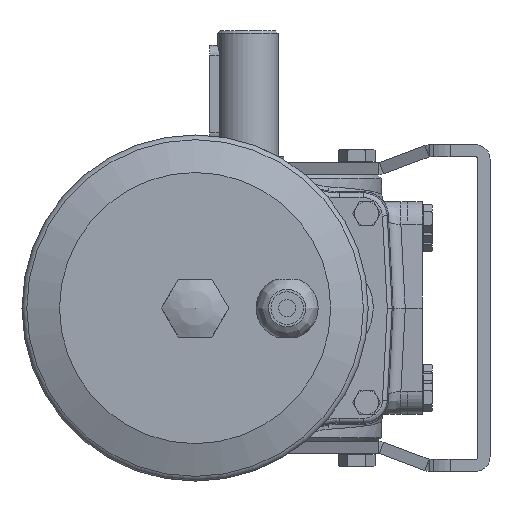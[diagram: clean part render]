
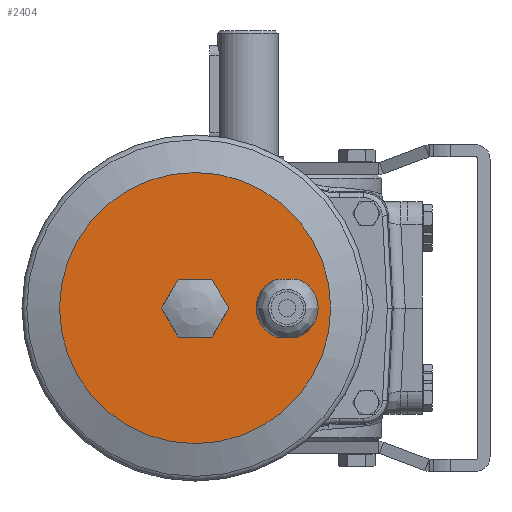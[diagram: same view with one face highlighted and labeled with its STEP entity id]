
A CAD part, left-side view. The second image highlights one B-rep face of the part: STEP entity #2404.
In plain terms, the highlighted planar face has unit normal (-1, 0, 0).
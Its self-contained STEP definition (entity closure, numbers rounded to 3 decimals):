
#2404 = ADVANCED_FACE( '', ( #5333, #5334, #5335 ), #5336, .T. );
#5333 = FACE_BOUND( '', #12832, .T. );
#5334 = FACE_OUTER_BOUND( '', #12833, .T. );
#5335 = FACE_BOUND( '', #12834, .T. );
#5336 = PLANE( '', #12835 );
#12832 = EDGE_LOOP( '', ( #20012, #20013, #20014, #20015 ) );
#12833 = EDGE_LOOP( '', ( #20016 ) );
#12834 = EDGE_LOOP( '', ( #20017, #20018, #20019, #20020, #20021, #20022 ) );
#12835 = AXIS2_PLACEMENT_3D( '', #20023, #20024, #20025 );
#20012 = ORIENTED_EDGE( '', *, *, #24552, .F. );
#20013 = ORIENTED_EDGE( '', *, *, #24302, .F. );
#20014 = ORIENTED_EDGE( '', *, *, #24048, .F. );
#20015 = ORIENTED_EDGE( '', *, *, #23399, .T. );
#20016 = ORIENTED_EDGE( '', *, *, #22921, .T. );
#20017 = ORIENTED_EDGE( '', *, *, #24553, .T. );
#20018 = ORIENTED_EDGE( '', *, *, #24554, .T. );
#20019 = ORIENTED_EDGE( '', *, *, #24486, .T. );
#20020 = ORIENTED_EDGE( '', *, *, #24555, .T. );
#20021 = ORIENTED_EDGE( '', *, *, #22445, .T. );
#20022 = ORIENTED_EDGE( '', *, *, #23832, .T. );
#20023 = CARTESIAN_POINT( '', ( -500.5, -34.2, 0. ) );
#20024 = DIRECTION( '', ( -1., 0., 0. ) );
#20025 = DIRECTION( '', ( 0., -1., 0. ) );
#22445 = EDGE_CURVE( '', #25599, #25603, #25605, .T. );
#22921 = EDGE_CURVE( '', #26383, #26383, #26384, .T. );
#23399 = EDGE_CURVE( '', #27130, #27128, #27131, .T. );
#23832 = EDGE_CURVE( '', #25603, #27737, #27739, .T. );
#24048 = EDGE_CURVE( '', #27130, #28033, #28034, .T. );
#24302 = EDGE_CURVE( '', #28033, #28363, #28364, .T. );
#24486 = EDGE_CURVE( '', #28578, #28580, #28582, .T. );
#24552 = EDGE_CURVE( '', #28363, #27128, #28655, .T. );
#24553 = EDGE_CURVE( '', #27737, #28656, #28657, .T. );
#24554 = EDGE_CURVE( '', #28656, #28578, #28658, .T. );
#24555 = EDGE_CURVE( '', #28580, #25599, #28659, .T. );
#25599 = VERTEX_POINT( '', #30292 );
#25603 = VERTEX_POINT( '', #30297 );
#25605 = LINE( '', #30300, #30301 );
#26383 = VERTEX_POINT( '', #31914 );
#26384 = CIRCLE( '', #31915, 56. );
#27128 = VERTEX_POINT( '', #33392 );
#27130 = VERTEX_POINT( '', #33395 );
#27131 = LINE( '', #33396, #33397 );
#27737 = VERTEX_POINT( '', #34458 );
#27739 = LINE( '', #34461, #34462 );
#28033 = VERTEX_POINT( '', #34951 );
#28034 = CIRCLE( '', #34952, 12.8 );
#28363 = VERTEX_POINT( '', #35771 );
#28364 = LINE( '', #35772, #35773 );
#28578 = VERTEX_POINT( '', #36181 );
#28580 = VERTEX_POINT( '', #36184 );
#28582 = LINE( '', #36187, #36188 );
#28655 = CIRCLE( '', #36387, 12.8 );
#28656 = VERTEX_POINT( '', #36388 );
#28657 = LINE( '', #36389, #36390 );
#28658 = LINE( '', #36391, #36392 );
#28659 = LINE( '', #36393, #36394 );
#30292 = CARTESIAN_POINT( '', ( -500.5, 7.944, 0. ) );
#30297 = CARTESIAN_POINT( '', ( -500.5, 14.872, -12. ) );
#30300 = CARTESIAN_POINT( '', ( -500.5, 7.944, 0. ) );
#30301 = VECTOR( '', #37724, 1000. );
#31914 = CARTESIAN_POINT( '', ( -500.5, -34.2, 0. ) );
#31915 = AXIS2_PLACEMENT_3D( '', #38307, #38308, #38309 );
#33392 = CARTESIAN_POINT( '', ( -500.5, -11.746, -12. ) );
#33395 = CARTESIAN_POINT( '', ( -500.5, -20.654, -12. ) );
#33396 = CARTESIAN_POINT( '', ( -500.5, -20.654, -12. ) );
#33397 = VECTOR( '', #38869, 1000. );
#34458 = CARTESIAN_POINT( '', ( -500.5, 28.728, -12. ) );
#34461 = CARTESIAN_POINT( '', ( -500.5, 14.872, -12. ) );
#34462 = VECTOR( '', #39357, 1000. );
#34951 = CARTESIAN_POINT( '', ( -500.5, -20.654, 12. ) );
#34952 = AXIS2_PLACEMENT_3D( '', #39640, #39641, #39642 );
#35771 = CARTESIAN_POINT( '', ( -500.5, -11.746, 12. ) );
#35772 = CARTESIAN_POINT( '', ( -500.5, -20.654, 12. ) );
#35773 = VECTOR( '', #39889, 1000. );
#36181 = CARTESIAN_POINT( '', ( -500.5, 28.728, 12. ) );
#36184 = CARTESIAN_POINT( '', ( -500.5, 14.872, 12. ) );
#36187 = CARTESIAN_POINT( '', ( -500.5, 28.728, 12. ) );
#36188 = VECTOR( '', #40047, 1000. );
#36387 = AXIS2_PLACEMENT_3D( '', #40097, #40098, #40099 );
#36388 = CARTESIAN_POINT( '', ( -500.5, 35.656, 0. ) );
#36389 = CARTESIAN_POINT( '', ( -500.5, 28.728, -12. ) );
#36390 = VECTOR( '', #40100, 1000. );
#36391 = CARTESIAN_POINT( '', ( -500.5, 35.656, 0. ) );
#36392 = VECTOR( '', #40101, 1000. );
#36393 = CARTESIAN_POINT( '', ( -500.5, 14.872, 12. ) );
#36394 = VECTOR( '', #40102, 1000. );
#37724 = DIRECTION( '', ( 0., 0.5, -0.866 ) );
#38307 = CARTESIAN_POINT( '', ( -500.5, 21.8, 0. ) );
#38308 = DIRECTION( '', ( -1., 0., 0. ) );
#38309 = DIRECTION( '', ( 0., -1., 0. ) );
#38869 = DIRECTION( '', ( 0., 1., 0. ) );
#39357 = DIRECTION( '', ( 0., 1., 0. ) );
#39640 = CARTESIAN_POINT( '', ( -500.5, -16.2, 0. ) );
#39641 = DIRECTION( '', ( -1., 0., 0. ) );
#39642 = DIRECTION( '', ( 0., -1., 0. ) );
#39889 = DIRECTION( '', ( 0., 1., 0. ) );
#40047 = DIRECTION( '', ( 0., -1., 0. ) );
#40097 = CARTESIAN_POINT( '', ( -500.5, -16.2, 0. ) );
#40098 = DIRECTION( '', ( -1., 0., 0. ) );
#40099 = DIRECTION( '', ( 0., -1., 0. ) );
#40100 = DIRECTION( '', ( 0., 0.5, 0.866 ) );
#40101 = DIRECTION( '', ( 0., -0.5, 0.866 ) );
#40102 = DIRECTION( '', ( 0., -0.5, -0.866 ) );
